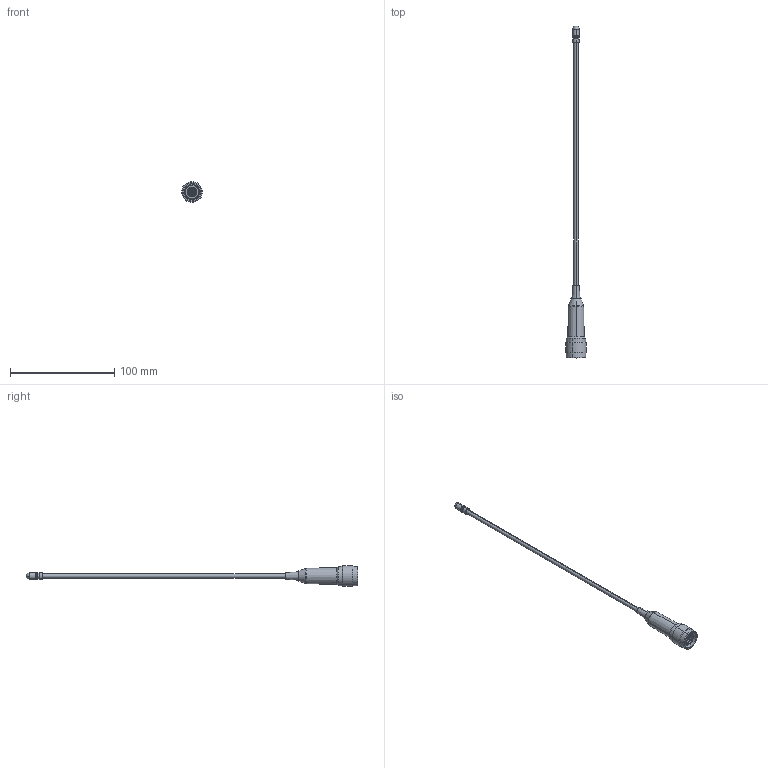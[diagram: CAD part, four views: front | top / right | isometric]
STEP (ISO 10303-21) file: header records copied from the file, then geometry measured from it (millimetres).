
FILE_DESCRIPTION (( 'STEP AP214' ), '1' );
FILE_NAME ('FW.24.NTY.M_web.STEP', '2020-06-04T06:09:55', ( '' ), ( '' ), 'SwSTEP 2.0', 'SolidWorks 2018', '' );
FILE_SCHEMA (( 'AUTOMOTIVE_DESIGN' ));
Length unit declared in the file: millimetre
Products named in the file (2): FW.24.NTY.M_web
Bounding box: 20 x 319.1 x 20 mm (x, y, z)
Surface area: 8600.6 mm2 (no closed solid volume)
Topology: 0 solids, 6 shells, 88 faces, 240 edges, 155 vertices
Faces by surface type: cylinder 34, plane 26, cone 18, torus 6, sphere 2, bspline 2
Entity records: 4362 total; most frequent: CARTESIAN_POINT 1137, DIRECTION 511, ORIENTED_EDGE 415, EDGE_CURVE 238, AXIS2_PLACEMENT_3D 207, VERTEX_POINT 155, CIRCLE 119, EDGE_LOOP 98
